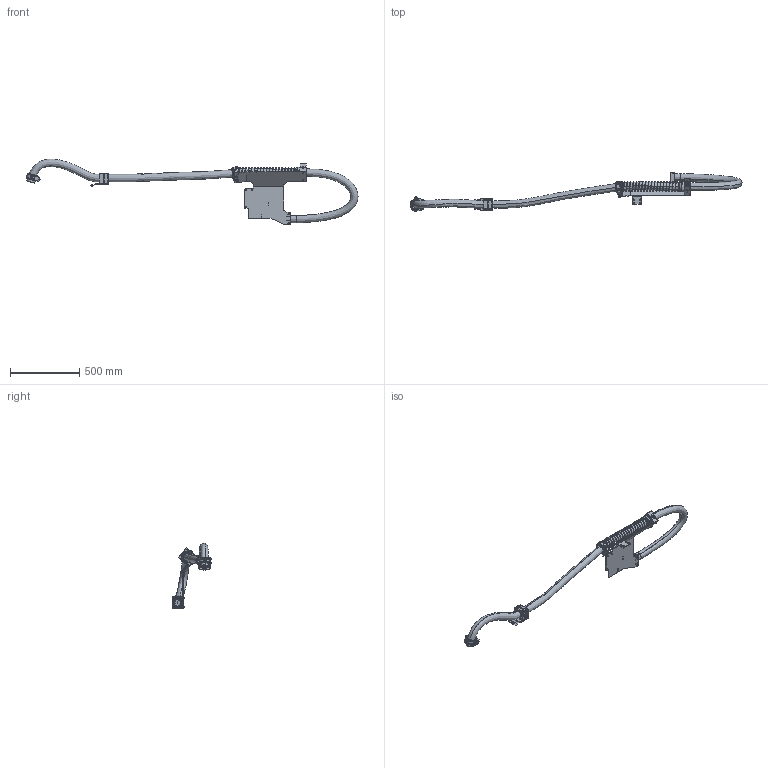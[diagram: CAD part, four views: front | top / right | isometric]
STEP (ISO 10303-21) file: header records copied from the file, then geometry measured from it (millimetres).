
FILE_DESCRIPTION (( 'STEP AP214' ), '1' );
FILE_NAME ('P2219-2.STEP', '2019-11-15T14:08:27', ( 'RSPlokal' ), ( 'Microsoft' ), 'SwSTEP 2.0', 'SolidWorks 2017', '' );
FILE_SCHEMA (( 'AUTOMOTIVE_DESIGN' ));
Length unit declared in the file: millimetre
Products named in the file (1): P2219-2
Bounding box: 2394.67 x 277.6 x 474.1 mm (x, y, z)
Volume: 2582618.3 mm3; surface area: 1677280.5 mm2
Topology: 52 solids, 52 shells, 3672 faces, 9513 edges, 6034 vertices
Faces by surface type: plane 1338, cylinder 1180, bspline 770, torus 184, cone 140, sphere 60
Entity records: 227316 total; most frequent: CARTESIAN_POINT 141931, ORIENTED_EDGE 18786, DIRECTION 16031, EDGE_CURVE 9393, VERTEX_POINT 6018, AXIS2_PLACEMENT_3D 5797, VECTOR 4437, LINE 4437
